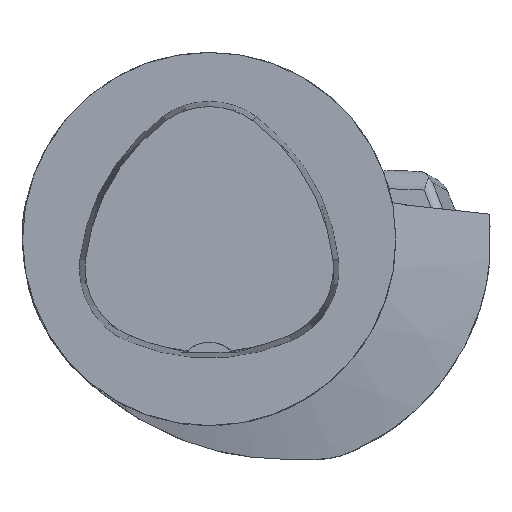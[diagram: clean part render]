
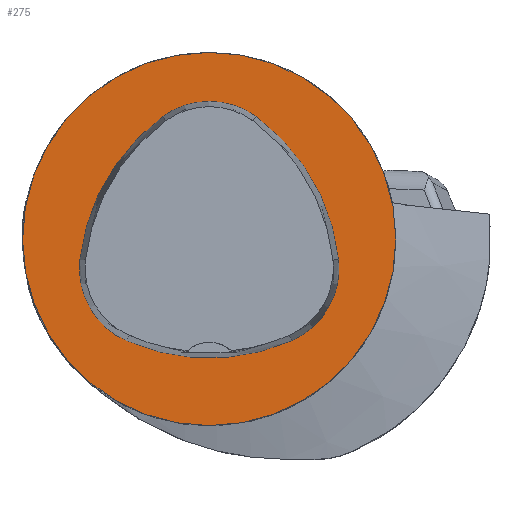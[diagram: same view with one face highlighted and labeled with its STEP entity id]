
A CAD part, top view. The second image highlights one B-rep face of the part: STEP entity #275.
In plain terms, the highlighted planar face has unit normal (0, 0, 1).
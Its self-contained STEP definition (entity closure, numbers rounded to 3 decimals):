
#275=ADVANCED_FACE('',(#679,#680),#350,.T.);
#350=PLANE('',#1881);
#679=FACE_BOUND('',#723,.T.);
#680=FACE_BOUND('',#724,.T.);
#723=EDGE_LOOP('',(#987,#988,#989,#990,#991,#992));
#724=EDGE_LOOP('',(#993));
#987=ORIENTED_EDGE('',*,*,#1559,.F.);
#988=ORIENTED_EDGE('',*,*,#1554,.F.);
#989=ORIENTED_EDGE('',*,*,#1549,.F.);
#990=ORIENTED_EDGE('',*,*,#1546,.F.);
#991=ORIENTED_EDGE('',*,*,#1543,.F.);
#992=ORIENTED_EDGE('',*,*,#1539,.F.);
#993=ORIENTED_EDGE('',*,*,#1505,.T.);
#1332=VERTEX_POINT('',#2697);
#1358=VERTEX_POINT('',#2827);
#1359=VERTEX_POINT('',#2828);
#1362=VERTEX_POINT('',#2836);
#1364=VERTEX_POINT('',#2842);
#1366=VERTEX_POINT('',#2848);
#1370=VERTEX_POINT('',#2861);
#1505=EDGE_CURVE('',#1332,#1332,#1676,.T.);
#1539=EDGE_CURVE('',#1358,#1359,#1681,.T.);
#1543=EDGE_CURVE('',#1359,#1362,#1683,.T.);
#1546=EDGE_CURVE('',#1362,#1364,#1685,.T.);
#1549=EDGE_CURVE('',#1364,#1366,#1687,.T.);
#1554=EDGE_CURVE('',#1366,#1370,#1690,.T.);
#1559=EDGE_CURVE('',#1370,#1358,#1693,.T.);
#1676=CIRCLE('',#1842,40.);
#1681=CIRCLE('',#1859,44.);
#1683=CIRCLE('',#1862,17.);
#1685=CIRCLE('',#1865,44.);
#1687=CIRCLE('',#1868,17.);
#1690=CIRCLE('',#1872,44.);
#1693=CIRCLE('',#1876,17.);
#1842=AXIS2_PLACEMENT_3D('',#2696,#2121,#2122);
#1859=AXIS2_PLACEMENT_3D('',#2826,#2166,#2167);
#1862=AXIS2_PLACEMENT_3D('',#2835,#2174,#2175);
#1865=AXIS2_PLACEMENT_3D('',#2841,#2181,#2182);
#1868=AXIS2_PLACEMENT_3D('',#2847,#2188,#2189);
#1872=AXIS2_PLACEMENT_3D('',#2860,#2197,#2198);
#1876=AXIS2_PLACEMENT_3D('',#2873,#2206,#2207);
#1881=AXIS2_PLACEMENT_3D('',#2878,#2216,#2217);
#2121=DIRECTION('',(0.,0.,1.));
#2122=DIRECTION('',(1.,0.,0.));
#2166=DIRECTION('',(0.,0.,1.));
#2167=DIRECTION('',(1.,0.,0.));
#2174=DIRECTION('',(0.,0.,1.));
#2175=DIRECTION('',(1.,0.,0.));
#2181=DIRECTION('',(0.,0.,1.));
#2182=DIRECTION('',(1.,0.,0.));
#2188=DIRECTION('',(0.,0.,1.));
#2189=DIRECTION('',(1.,0.,0.));
#2197=DIRECTION('',(0.,0.,1.));
#2198=DIRECTION('',(1.,0.,0.));
#2206=DIRECTION('',(0.,0.,1.));
#2207=DIRECTION('',(1.,0.,0.));
#2216=DIRECTION('',(0.,0.,1.));
#2217=DIRECTION('',(-1.,0.,0.));
#2696=CARTESIAN_POINT('',(0.,0.,0.));
#2697=CARTESIAN_POINT('',(40.,0.,0.));
#2826=CARTESIAN_POINT('',(-16.01,-9.224,0.));
#2827=CARTESIAN_POINT('',(27.722,-4.378,0.));
#2828=CARTESIAN_POINT('',(10.119,26.178,0.));
#2835=CARTESIAN_POINT('',(0.023,12.5,0.));
#2836=CARTESIAN_POINT('',(-10.049,26.194,0.));
#2841=CARTESIAN_POINT('',(16.021,-9.25,0.));
#2842=CARTESIAN_POINT('',(-27.71,-4.394,0.));
#2847=CARTESIAN_POINT('',(-10.814,-6.27,0.));
#2848=CARTESIAN_POINT('',(-17.611,-21.852,0.));
#2860=CARTESIAN_POINT('',(-0.017,18.477,0.));
#2861=CARTESIAN_POINT('',(17.652,-21.819,0.));
#2873=CARTESIAN_POINT('',(10.825,-6.25,0.));
#2878=CARTESIAN_POINT('',(0.,0.,0.));
